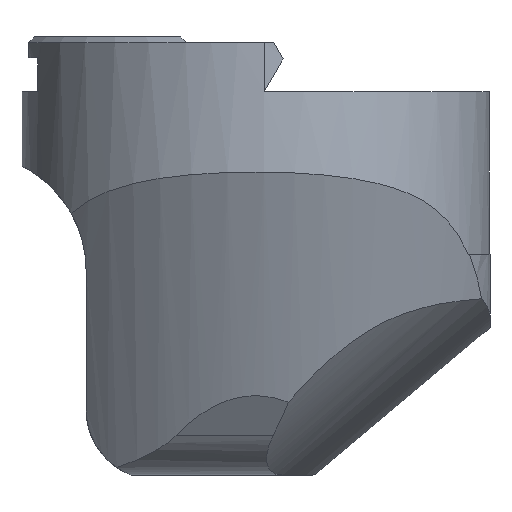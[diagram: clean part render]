
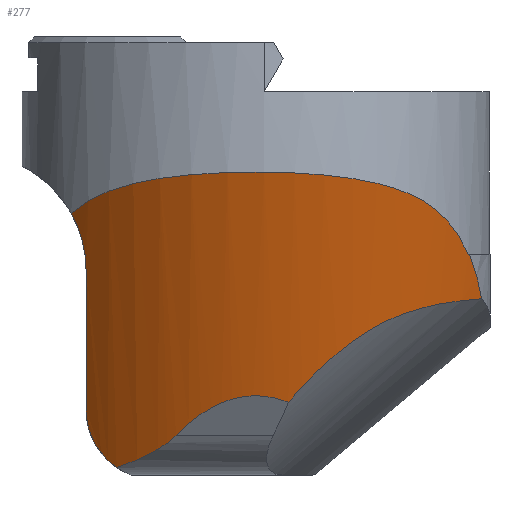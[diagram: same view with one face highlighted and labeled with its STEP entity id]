
A CAD part, left-side view. The second image highlights one B-rep face of the part: STEP entity #277.
In plain terms, the highlighted cylindrical face has radius 24 mm (diameter 48 mm), a partial arc.
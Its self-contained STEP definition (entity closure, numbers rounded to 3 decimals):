
#141=CYLINDRICAL_SURFACE('',#2109,24.);
#164=ELLIPSE('',#2096,100.615,24.);
#172=ELLIPSE('',#2108,25.742,24.);
#277=ADVANCED_FACE('',(#441),#141,.T.);
#441=FACE_OUTER_BOUND('',#536,.T.);
#536=EDGE_LOOP('',(#769,#770,#771,#772,#773,#774,#775,#776,#777));
#646=B_SPLINE_CURVE_WITH_KNOTS('',3,(#2997,#2998,#2999,#3000),
 .UNSPECIFIED.,.F.,.F.,(4,4),(0.,1.),.UNSPECIFIED.);
#653=B_SPLINE_CURVE_WITH_KNOTS('',3,(#3054,#3055,#3056,#3057,#3058,#3059),
 .UNSPECIFIED.,.F.,.F.,(4,2,4),(0.,0.5,1.),.UNSPECIFIED.);
#657=B_SPLINE_CURVE_WITH_KNOTS('',3,(#3099,#3100,#3101,#3102,#3103,#3104,
#3105,#3106,#3107,#3108),.UNSPECIFIED.,.F.,.F.,(4,2,2,2,4),(0.,0.25,0.5,
0.75,1.),.UNSPECIFIED.);
#658=B_SPLINE_CURVE_WITH_KNOTS('',3,(#3111,#3112,#3113,#3114,#3115,#3116,
#3117,#3118,#3119,#3120,#3121,#3122),.UNSPECIFIED.,.F.,.F.,(4,2,2,2,2,4),
(0.,0.125,0.25,0.5,0.75,1.),.UNSPECIFIED.);
#659=B_SPLINE_CURVE_WITH_KNOTS('',3,(#3124,#3125,#3126,#3127),
 .UNSPECIFIED.,.F.,.F.,(4,4),(0.,1.),.UNSPECIFIED.);
#660=B_SPLINE_CURVE_WITH_KNOTS('',3,(#3131,#3132,#3133,#3134,#3135,#3136),
 .UNSPECIFIED.,.F.,.F.,(4,2,4),(0.,0.5,1.),.UNSPECIFIED.);
#769=ORIENTED_EDGE('',*,*,#1491,.F.);
#770=ORIENTED_EDGE('',*,*,#1465,.T.);
#771=ORIENTED_EDGE('',*,*,#1492,.T.);
#772=ORIENTED_EDGE('',*,*,#1493,.T.);
#773=ORIENTED_EDGE('',*,*,#1494,.F.);
#774=ORIENTED_EDGE('',*,*,#1495,.F.);
#775=ORIENTED_EDGE('',*,*,#1496,.F.);
#776=ORIENTED_EDGE('',*,*,#1475,.T.);
#777=ORIENTED_EDGE('',*,*,#1472,.F.);
#1271=VERTEX_POINT('',#2996);
#1272=VERTEX_POINT('',#3001);
#1275=VERTEX_POINT('',#3041);
#1277=VERTEX_POINT('',#3044);
#1279=VERTEX_POINT('',#3060);
#1291=VERTEX_POINT('',#3110);
#1292=VERTEX_POINT('',#3123);
#1293=VERTEX_POINT('',#3128);
#1294=VERTEX_POINT('',#3130);
#1465=EDGE_CURVE('',#1272,#1271,#646,.T.);
#1472=EDGE_CURVE('',#1275,#1277,#164,.T.);
#1475=EDGE_CURVE('',#1279,#1277,#653,.T.);
#1491=EDGE_CURVE('',#1272,#1275,#657,.T.);
#1492=EDGE_CURVE('',#1271,#1291,#172,.T.);
#1493=EDGE_CURVE('',#1291,#1292,#658,.T.);
#1494=EDGE_CURVE('',#1293,#1292,#659,.T.);
#1495=EDGE_CURVE('',#1294,#1293,#1724,.T.);
#1496=EDGE_CURVE('',#1279,#1294,#660,.T.);
#1724=LINE('',#3129,#1875);
#1875=VECTOR('',#2386,1.);
#2096=AXIS2_PLACEMENT_3D('',#3043,#2354,#2355);
#2108=AXIS2_PLACEMENT_3D('',#3109,#2384,#2385);
#2109=AXIS2_PLACEMENT_3D('',#3137,#2387,#2388);
#2354=DIRECTION('',(-0.819,0.,-0.574));
#2355=DIRECTION('',(-0.574,0.,0.819));
#2384=DIRECTION('',(0.,0.,-1.));
#2385=DIRECTION('',(-1.,0.,0.));
#2386=DIRECTION('',(-0.362,0.,0.932));
#2387=DIRECTION('',(-0.362,0.,0.932));
#2388=DIRECTION('',(-0.932,0.,-0.362));
#2996=CARTESIAN_POINT('',(-8.18,-18.306,-18.6));
#2997=CARTESIAN_POINT('',(-5.303,-19.336,-22.409));
#2998=CARTESIAN_POINT('',(-6.174,-19.097,-21.063));
#2999=CARTESIAN_POINT('',(-7.124,-18.777,-19.783));
#3000=CARTESIAN_POINT('',(-8.18,-18.306,-18.6));
#3001=CARTESIAN_POINT('',(-5.303,-19.336,-22.409));
#3041=CARTESIAN_POINT('',(-12.188,-2.791,-31.263));
#3043=CARTESIAN_POINT('',(45.131,0.,-113.123));
#3044=CARTESIAN_POINT('',(-10.209,6.807,-34.089));
#3054=CARTESIAN_POINT('',(-6.817,11.886,-36.849));
#3055=CARTESIAN_POINT('',(-7.457,11.013,-36.574));
#3056=CARTESIAN_POINT('',(-8.054,10.133,-36.221));
#3057=CARTESIAN_POINT('',(-9.184,8.388,-35.328));
#3058=CARTESIAN_POINT('',(-9.7,7.523,-34.816));
#3059=CARTESIAN_POINT('',(-10.209,6.807,-34.089));
#3060=CARTESIAN_POINT('',(-6.817,11.886,-36.849));
#3099=CARTESIAN_POINT('',(-5.303,-19.336,-22.409));
#3100=CARTESIAN_POINT('',(-6.808,-18.282,-22.494));
#3101=CARTESIAN_POINT('',(-8.182,-17.071,-22.602));
#3102=CARTESIAN_POINT('',(-10.562,-14.273,-23.135));
#3103=CARTESIAN_POINT('',(-11.522,-12.705,-23.579));
#3104=CARTESIAN_POINT('',(-12.698,-9.573,-25.087));
#3105=CARTESIAN_POINT('',(-12.911,-8.026,-26.156));
#3106=CARTESIAN_POINT('',(-12.833,-5.243,-28.57));
#3107=CARTESIAN_POINT('',(-12.565,-3.977,-29.906));
#3108=CARTESIAN_POINT('',(-12.188,-2.791,-31.263));
#3109=CARTESIAN_POINT('',(8.468,0.,-18.6));
#3110=CARTESIAN_POINT('',(-8.339,-18.179,-18.6));
#3111=CARTESIAN_POINT('',(-8.339,-18.179,-18.6));
#3112=CARTESIAN_POINT('',(-9.505,-17.644,-17.31));
#3113=CARTESIAN_POINT('',(-10.751,-16.937,-16.2));
#3114=CARTESIAN_POINT('',(-13.248,-15.064,-14.394));
#3115=CARTESIAN_POINT('',(-14.483,-13.9,-13.706));
#3116=CARTESIAN_POINT('',(-17.721,-9.888,-12.172));
#3117=CARTESIAN_POINT('',(-19.268,-6.451,-11.777));
#3118=CARTESIAN_POINT('',(-20.309,0.649,-11.484));
#3119=CARTESIAN_POINT('',(-19.848,4.359,-11.576));
#3120=CARTESIAN_POINT('',(-17.086,11.,-12.494));
#3121=CARTESIAN_POINT('',(-14.797,13.828,-13.337));
#3122=CARTESIAN_POINT('',(-12.282,15.785,-15.097));
#3123=CARTESIAN_POINT('',(-12.282,15.785,-15.097));
#3124=CARTESIAN_POINT('',(-11.502,14.5,-20.));
#3125=CARTESIAN_POINT('',(-12.136,14.5,-18.364));
#3126=CARTESIAN_POINT('',(-12.492,14.935,-16.608));
#3127=CARTESIAN_POINT('',(-12.282,15.785,-15.097));
#3128=CARTESIAN_POINT('',(-11.502,14.5,-20.));
#3129=CARTESIAN_POINT('',(-1.372,14.5,-46.117));
#3130=CARTESIAN_POINT('',(-6.887,14.5,-31.896));
#3131=CARTESIAN_POINT('',(-6.817,11.886,-36.849));
#3132=CARTESIAN_POINT('',(-6.545,12.67,-36.313));
#3133=CARTESIAN_POINT('',(-6.352,13.353,-35.561));
#3134=CARTESIAN_POINT('',(-6.337,14.273,-33.808));
#3135=CARTESIAN_POINT('',(-6.526,14.5,-32.827));
#3136=CARTESIAN_POINT('',(-6.887,14.5,-31.896));
#3137=CARTESIAN_POINT('',(16.459,0.,-39.201));
